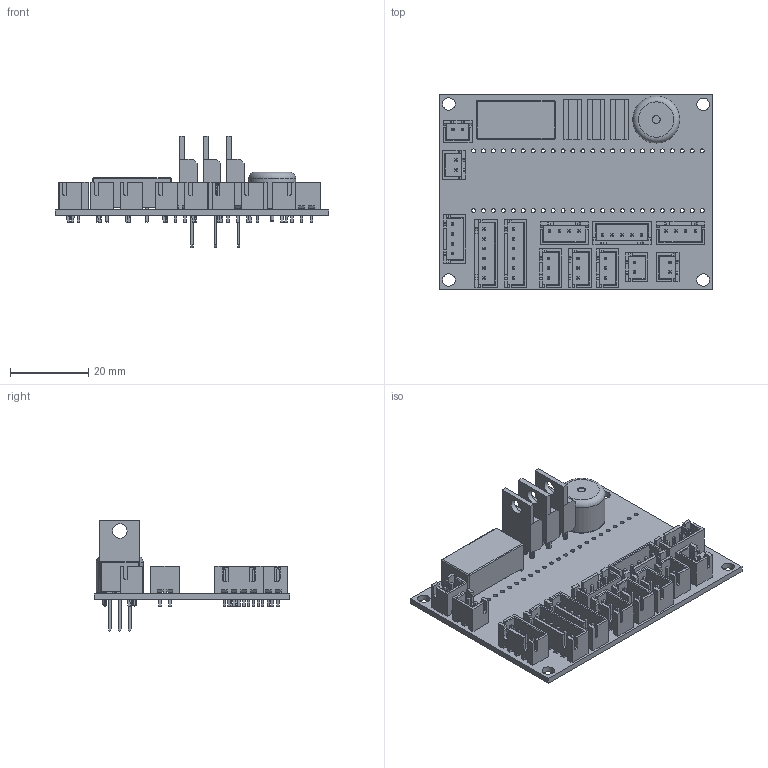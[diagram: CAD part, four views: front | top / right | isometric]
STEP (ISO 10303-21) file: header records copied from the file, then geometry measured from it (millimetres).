
FILE_DESCRIPTION(('KiCad electronic assembly'),'2;1');
FILE_NAME('TADPOL PCB v2.step','2025-03-13T14:18:46',('Pcbnew'),('Kicad' ),'Open CASCADE STEP processor 7.8','KiCad to STEP converter', 'Unknown');
FILE_SCHEMA(('AUTOMOTIVE_DESIGN { 1 0 10303 214 1 1 1 1 }'));
Length unit declared in the file: millimetre
Products named in the file (10): TADPOL PCB v2 1; JST_XH_B2B-XH-A_1x02_P2.50mm_Vertical; JST_XH_B3B-XH-A_1x03_P2.50mm_Vertical; TO-220-3_Vertical; JST_XH_B4B-XH-A_1x04_P2.50mm_Vertical; JST_XH_B5B-XH-A_1x05_P2.50mm_Vertical; Relay_DPDT_Omron_G6AK; JST_XH_B6B-XH-A_1x06_P2.50mm_Vertical; Buzzer_12x9.5RM7.6; TADPOL PCB v2_PCB
Assembly tree (19 placements, depth 2):
  TADPOL PCB v2 1
    JST_XH_B2B-XH-A_1x02_P2.50mm_Vertical  x4
    JST_XH_B3B-XH-A_1x03_P2.50mm_Vertical  x3
    TO-220-3_Vertical  x3
    JST_XH_B4B-XH-A_1x04_P2.50mm_Vertical  x3
    JST_XH_B5B-XH-A_1x05_P2.50mm_Vertical
    Relay_DPDT_Omron_G6AK
    JST_XH_B6B-XH-A_1x06_P2.50mm_Vertical  x2
    Buzzer_12x9.5RM7.6
    TADPOL PCB v2_PCB
Bounding box: 70 x 50 x 28.52 mm (x, y, z)
Volume: 12067.2 mm3; surface area: 18523 mm2
Topology: 19 solids, 19 shells, 2075 faces, 5454 edges, 3518 vertices
Faces by surface type: plane 1841, cylinder 226, sphere 4, torus 4
Full cylindrical faces by diameter (mm): 0.9 x2, 0.95 x38, 1 x20, 1.02 x48, 1.1 x9, 2 x1, 3.2 x4, 3.735 x3, 12 x1
Entity records: 37793 total; most frequent: CARTESIAN_POINT 5335, ORIENTED_EDGE 5244, DIRECTION 5028, EDGE_CURVE 2622, LINE 2270, VECTOR 2270, VERTEX_POINT 1686, AXIS2_PLACEMENT_3D 1379
